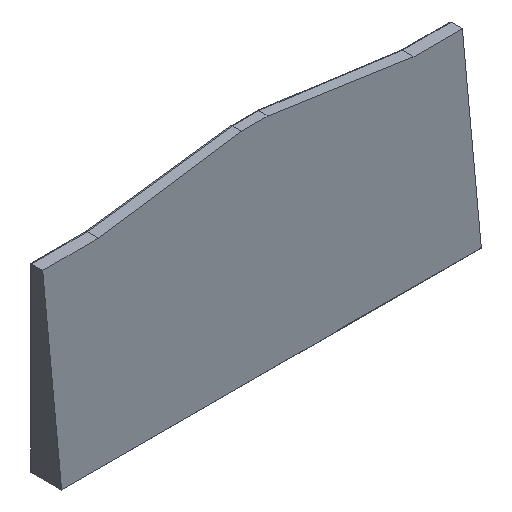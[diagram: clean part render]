
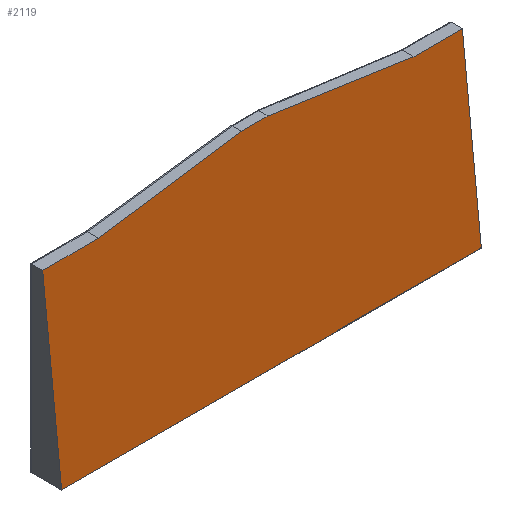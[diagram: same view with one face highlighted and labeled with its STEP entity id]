
A CAD part, isometric view. The second image highlights one B-rep face of the part: STEP entity #2119.
In plain terms, the highlighted planar face has unit normal (0, -0.995, 0.104).
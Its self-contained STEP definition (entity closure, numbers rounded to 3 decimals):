
#146=FACE_OUTER_BOUND('',#273,.T.);
#273=EDGE_LOOP('',(#1660,#1661,#1662,#1663,#1664,#1665,#1666,#1667));
#489=LINE('',#3289,#745);
#531=LINE('',#3373,#787);
#535=LINE('',#3381,#791);
#536=LINE('',#3383,#792);
#537=LINE('',#3385,#793);
#538=LINE('',#3387,#794);
#539=LINE('',#3389,#795);
#540=LINE('',#3390,#796);
#745=VECTOR('',#2597,10.);
#787=VECTOR('',#2679,10.);
#791=VECTOR('',#2689,10.);
#792=VECTOR('',#2690,10.);
#793=VECTOR('',#2691,10.);
#794=VECTOR('',#2692,10.);
#795=VECTOR('',#2693,10.);
#796=VECTOR('',#2694,10.);
#997=VERTEX_POINT('',#3286);
#998=VERTEX_POINT('',#3288);
#1020=VERTEX_POINT('',#3369);
#1021=VERTEX_POINT('',#3380);
#1022=VERTEX_POINT('',#3382);
#1023=VERTEX_POINT('',#3384);
#1024=VERTEX_POINT('',#3386);
#1025=VERTEX_POINT('',#3388);
#1215=EDGE_CURVE('',#998,#997,#489,.T.);
#1258=EDGE_CURVE('',#998,#1020,#531,.T.);
#1262=EDGE_CURVE('',#997,#1021,#535,.T.);
#1263=EDGE_CURVE('',#1021,#1022,#536,.T.);
#1264=EDGE_CURVE('',#1023,#1022,#537,.T.);
#1265=EDGE_CURVE('',#1024,#1023,#538,.T.);
#1266=EDGE_CURVE('',#1024,#1025,#539,.T.);
#1267=EDGE_CURVE('',#1020,#1025,#540,.T.);
#1660=ORIENTED_EDGE('',*,*,#1258,.F.);
#1661=ORIENTED_EDGE('',*,*,#1215,.T.);
#1662=ORIENTED_EDGE('',*,*,#1262,.T.);
#1663=ORIENTED_EDGE('',*,*,#1263,.T.);
#1664=ORIENTED_EDGE('',*,*,#1264,.F.);
#1665=ORIENTED_EDGE('',*,*,#1265,.F.);
#1666=ORIENTED_EDGE('',*,*,#1266,.T.);
#1667=ORIENTED_EDGE('',*,*,#1267,.F.);
#2021=PLANE('',#2275);
#2119=ADVANCED_FACE('',(#146),#2021,.F.);
#2275=AXIS2_PLACEMENT_3D('',#3379,#2687,#2688);
#2597=DIRECTION('',(0.,0.105,0.995));
#2679=DIRECTION('',(-1.,0.,0.));
#2687=DIRECTION('center_axis',(0.,0.995,-0.105));
#2688=DIRECTION('ref_axis',(0.,0.105,0.995));
#2689=DIRECTION('',(-1.,0.,-0.001));
#2690=DIRECTION('',(-0.991,0.014,0.135));
#2691=DIRECTION('',(1.,0.,0.));
#2692=DIRECTION('',(0.991,0.014,0.13));
#2693=DIRECTION('',(-1.,0.,-0.003));
#2694=DIRECTION('',(0.,0.105,0.995));
#3286=CARTESIAN_POINT('',(113.21,2.881,48.676));
#3288=CARTESIAN_POINT('',(113.22,-7.463,-49.741));
#3289=CARTESIAN_POINT('',(113.214,-1.683,5.256));
#3369=CARTESIAN_POINT('',(-115.822,-7.458,-49.695));
#3373=CARTESIAN_POINT('',(-57.922,-7.46,-49.706));
#3379=CARTESIAN_POINT('Origin',(0.,4.027,59.578));
#3380=CARTESIAN_POINT('',(86.84,2.878,48.646));
#3381=CARTESIAN_POINT('',(56.611,2.874,48.612));
#3382=CARTESIAN_POINT('',(8.299,4.001,59.336));
#3383=CARTESIAN_POINT('',(43.5,3.498,54.545));
#3384=CARTESIAN_POINT('',(-6.221,4.001,59.336));
#3385=CARTESIAN_POINT('',(4.15,4.001,59.336));
#3386=CARTESIAN_POINT('',(-85.382,2.907,48.926));
#3387=CARTESIAN_POINT('',(-3.175,4.043,59.737));
#3388=CARTESIAN_POINT('',(-115.802,2.898,48.836));
#3389=CARTESIAN_POINT('',(-42.676,2.92,49.052));
#3390=CARTESIAN_POINT('',(-115.801,3.448,54.068));
